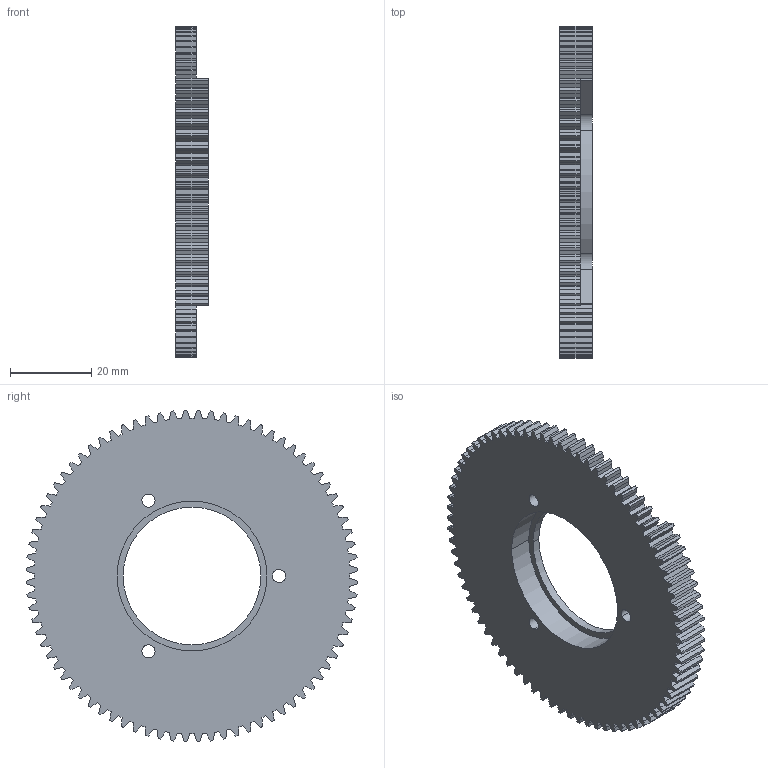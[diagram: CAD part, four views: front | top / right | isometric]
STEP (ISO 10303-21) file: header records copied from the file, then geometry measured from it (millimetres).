
FILE_DESCRIPTION(('CATIA V5 STEP Exchange','CAx-IF Rec.Pracs.--- Model Styling and Organization---1.2---2011-12-15'),'2;1');
FILE_NAME('PIGNON INTERMEDIARE.stp','2022-11-28T09:28:42+00:00',('none'),('none'),'CATIA Version 5-6 Release 2013 SP6 HF13','CATIA V5 STEP AP214','none');
FILE_SCHEMA(('AUTOMOTIVE_DESIGN { 1 0 10303 214 1 1 1 1 }'));
Length unit declared in the file: millimetre
Products named in the file (1): PIGNON INTERMEDIARE
Bounding box: 8 x 81.96 x 81.96 mm (x, y, z)
Volume: 26815.2 mm3; surface area: 12768.3 mm2
Topology: 1 solids, 1 shells, 507 faces, 1512 edges, 1008 vertices
Faces by surface type: plane 329, cylinder 178
Entity records: 17591 total; most frequent: CARTESIAN_POINT 4287, ORIENTED_EDGE 3024, DIRECTION 2095, EDGE_CURVE 1512, VERTEX_POINT 1008, VECTOR 830, LINE 830, AXIS2_PLACEMENT_3D 767
